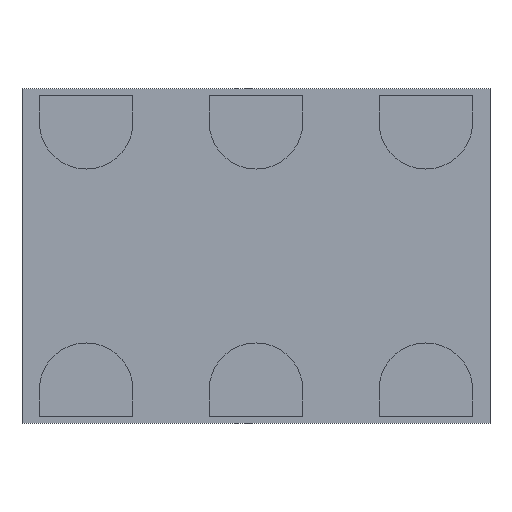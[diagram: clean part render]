
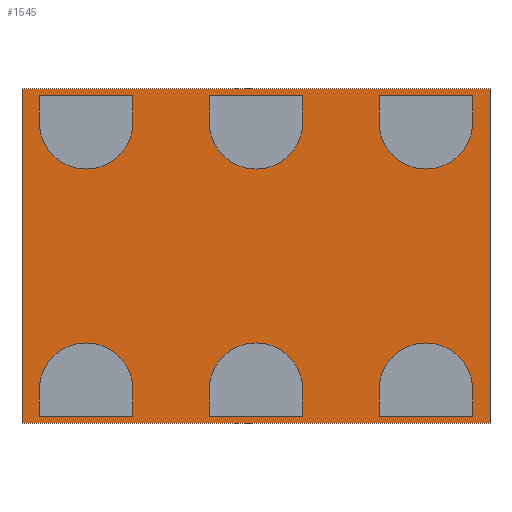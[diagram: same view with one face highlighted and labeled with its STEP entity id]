
A CAD part, front view. The second image highlights one B-rep face of the part: STEP entity #1545.
In plain terms, the highlighted planar face has unit normal (0, -1, 0).
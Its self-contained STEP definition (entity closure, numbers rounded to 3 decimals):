
#1388 = CARTESIAN_POINT ( 'NONE',  ( -3.5, 0.05, -2.5 ) ) ;
#1389 = VERTEX_POINT ( 'NONE', #1388 ) ;
#1390 = CARTESIAN_POINT ( 'NONE',  ( -3.5, 0.05, 2.5 ) ) ;
#1391 = VERTEX_POINT ( 'NONE', #1390 ) ;
#1392 = CARTESIAN_POINT ( 'NONE',  ( -3.5, 0.05, 2.5 ) ) ;
#1393 = DIRECTION ( 'NONE',  ( 0., 0., 1. ) ) ;
#1394 = VECTOR ( 'NONE', #1393, 1000. ) ;
#1395 = LINE ( 'NONE', #1392, #1394 ) ;
#1396 = EDGE_CURVE ( 'NONE', #1389, #1391, #1395, .T. ) ;
#1428 = CARTESIAN_POINT ( 'NONE',  ( 3.5, 0.05, 2.5 ) ) ;
#1429 = VERTEX_POINT ( 'NONE', #1428 ) ;
#1430 = CARTESIAN_POINT ( 'NONE',  ( 3.5, 0.05, 2.5 ) ) ;
#1431 = DIRECTION ( 'NONE',  ( 1., 0., 0. ) ) ;
#1432 = VECTOR ( 'NONE', #1431, 1000. ) ;
#1433 = LINE ( 'NONE', #1430, #1432 ) ;
#1434 = EDGE_CURVE ( 'NONE', #1391, #1429, #1433, .T. ) ;
#1459 = CARTESIAN_POINT ( 'NONE',  ( 3.5, 0.05, -2.5 ) ) ;
#1460 = VERTEX_POINT ( 'NONE', #1459 ) ;
#1461 = CARTESIAN_POINT ( 'NONE',  ( 3.5, 0.05, 2.5 ) ) ;
#1462 = DIRECTION ( 'NONE',  ( 0., 0., -1. ) ) ;
#1463 = VECTOR ( 'NONE', #1462, 1000. ) ;
#1464 = LINE ( 'NONE', #1461, #1463 ) ;
#1465 = EDGE_CURVE ( 'NONE', #1429, #1460, #1464, .T. ) ;
#1490 = CARTESIAN_POINT ( 'NONE',  ( 3.5, 0.05, -2.5 ) ) ;
#1491 = DIRECTION ( 'NONE',  ( -1., 0., 0. ) ) ;
#1492 = VECTOR ( 'NONE', #1491, 1000. ) ;
#1493 = LINE ( 'NONE', #1490, #1492 ) ;
#1494 = EDGE_CURVE ( 'NONE', #1460, #1389, #1493, .T. ) ;
#1534 = ORIENTED_EDGE ( 'NONE', *, *, #1396, .F. ) ;
#1535 = ORIENTED_EDGE ( 'NONE', *, *, #1494, .F. ) ;
#1536 = ORIENTED_EDGE ( 'NONE', *, *, #1465, .F. ) ;
#1537 = ORIENTED_EDGE ( 'NONE', *, *, #1434, .F. ) ;
#1538 = EDGE_LOOP ( 'NONE', ( #1534, #1535, #1536, #1537 ) ) ;
#1539 = FACE_OUTER_BOUND ( 'NONE', #1538, .T. ) ;
#1540 = CARTESIAN_POINT ( 'NONE',  ( 0., 0.05, 0. ) ) ;
#1541 = DIRECTION ( 'NONE',  ( 0., 1., 0. ) ) ;
#1542 = DIRECTION ( 'NONE',  ( 0., 0., 1. ) ) ;
#1543 = AXIS2_PLACEMENT_3D ( 'NONE', #1540, #1541, #1542 ) ;
#1544 = PLANE ( 'NONE', #1543 ) ;
#1545 = ADVANCED_FACE ( 'NONE', ( #1539 ), #1544, .F. ) ;
